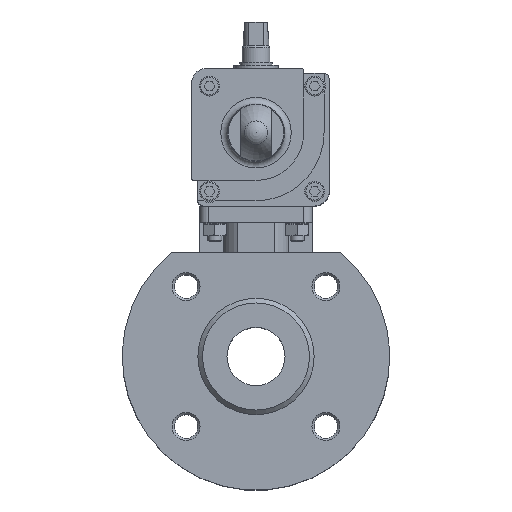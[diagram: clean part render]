
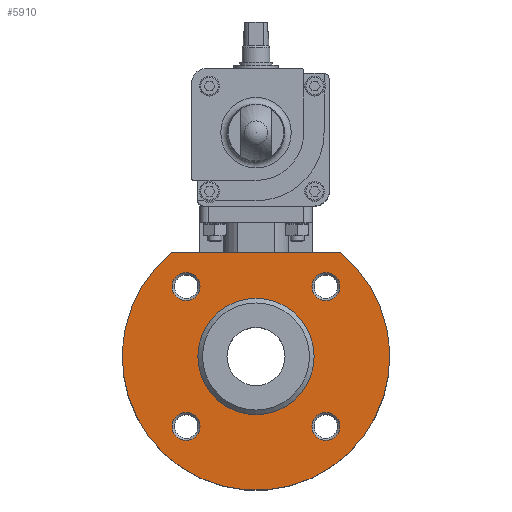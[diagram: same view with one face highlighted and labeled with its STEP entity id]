
A CAD part, top view. The second image highlights one B-rep face of the part: STEP entity #5910.
In plain terms, the highlighted face is planar.
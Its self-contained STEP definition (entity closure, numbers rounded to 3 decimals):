
#258=LINE('',#8974,#740);
#740=VECTOR('',#7100,1000.);
#1192=PLANE('',#6388);
#1480=ORIENTED_EDGE('',*,*,#3046,.F.);
#1481=ORIENTED_EDGE('',*,*,#3047,.F.);
#1482=ORIENTED_EDGE('',*,*,#3048,.F.);
#1483=ORIENTED_EDGE('',*,*,#3049,.F.);
#1484=ORIENTED_EDGE('',*,*,#3050,.F.);
#1485=ORIENTED_EDGE('',*,*,#3014,.F.);
#1486=ORIENTED_EDGE('',*,*,#3045,.T.);
#3014=EDGE_CURVE('',#3803,#3804,#258,.T.);
#3045=EDGE_CURVE('',#3803,#3804,#4378,.T.);
#3046=EDGE_CURVE('',#3825,#3825,#4379,.T.);
#3047=EDGE_CURVE('',#3826,#3826,#4380,.T.);
#3048=EDGE_CURVE('',#3827,#3827,#4381,.T.);
#3049=EDGE_CURVE('',#3828,#3828,#4382,.T.);
#3050=EDGE_CURVE('',#3829,#3829,#4383,.T.);
#3803=VERTEX_POINT('',#8973);
#3804=VERTEX_POINT('',#8975);
#3825=VERTEX_POINT('',#9034);
#3826=VERTEX_POINT('',#9036);
#3827=VERTEX_POINT('',#9038);
#3828=VERTEX_POINT('',#9040);
#3829=VERTEX_POINT('',#9042);
#4378=CIRCLE('',#6387,57.5);
#4379=CIRCLE('',#6389,25.);
#4380=CIRCLE('',#6390,6.);
#4381=CIRCLE('',#6391,6.);
#4382=CIRCLE('',#6392,6.);
#4383=CIRCLE('',#6393,6.);
#4670=EDGE_LOOP('',(#1480));
#4671=EDGE_LOOP('',(#1481));
#4672=EDGE_LOOP('',(#1482));
#4673=EDGE_LOOP('',(#1483));
#4674=EDGE_LOOP('',(#1484));
#4675=EDGE_LOOP('',(#1485,#1486));
#5240=FACE_BOUND('',#4670,.T.);
#5241=FACE_BOUND('',#4671,.T.);
#5242=FACE_BOUND('',#4672,.T.);
#5243=FACE_BOUND('',#4673,.T.);
#5244=FACE_BOUND('',#4674,.T.);
#5245=FACE_BOUND('',#4675,.T.);
#5910=ADVANCED_FACE('',(#5240,#5241,#5242,#5243,#5244,#5245),#1192,.F.);
#6387=AXIS2_PLACEMENT_3D('',#9031,#7162,#7163);
#6388=AXIS2_PLACEMENT_3D('',#9032,#7164,#7165);
#6389=AXIS2_PLACEMENT_3D('',#9033,#7166,#7167);
#6390=AXIS2_PLACEMENT_3D('',#9035,#7168,#7169);
#6391=AXIS2_PLACEMENT_3D('',#9037,#7170,#7171);
#6392=AXIS2_PLACEMENT_3D('',#9039,#7172,#7173);
#6393=AXIS2_PLACEMENT_3D('',#9041,#7174,#7175);
#7100=DIRECTION('',(-1.,0.,0.));
#7162=DIRECTION('',(0.,0.,-1.));
#7163=DIRECTION('',(-1.,0.,0.));
#7164=DIRECTION('',(0.,0.,1.));
#7165=DIRECTION('',(1.,0.,0.));
#7166=DIRECTION('',(0.,0.,-1.));
#7167=DIRECTION('',(-1.,0.,0.));
#7168=DIRECTION('',(0.,0.,-1.));
#7169=DIRECTION('',(-1.,0.,0.));
#7170=DIRECTION('',(0.,0.,-1.));
#7171=DIRECTION('',(-1.,0.,0.));
#7172=DIRECTION('',(0.,0.,-1.));
#7173=DIRECTION('',(-1.,0.,0.));
#7174=DIRECTION('',(0.,0.,-1.));
#7175=DIRECTION('',(-1.,0.,0.));
#8973=CARTESIAN_POINT('',(36.292,44.6,-24.5));
#8974=CARTESIAN_POINT('',(0.,44.6,-24.5));
#8975=CARTESIAN_POINT('',(-36.292,44.6,-24.5));
#9031=CARTESIAN_POINT('',(0.,0.,-24.5));
#9032=CARTESIAN_POINT('',(0.,57.5,-24.5));
#9033=CARTESIAN_POINT('',(0.,0.,-24.5));
#9034=CARTESIAN_POINT('',(-25.,0.,-24.5));
#9035=CARTESIAN_POINT('',(30.052,30.052,-24.5));
#9036=CARTESIAN_POINT('',(24.052,30.052,-24.5));
#9037=CARTESIAN_POINT('',(30.052,-30.052,-24.5));
#9038=CARTESIAN_POINT('',(24.052,-30.052,-24.5));
#9039=CARTESIAN_POINT('',(-30.052,-30.052,-24.5));
#9040=CARTESIAN_POINT('',(-36.052,-30.052,-24.5));
#9041=CARTESIAN_POINT('',(-30.052,30.052,-24.5));
#9042=CARTESIAN_POINT('',(-36.052,30.052,-24.5));
